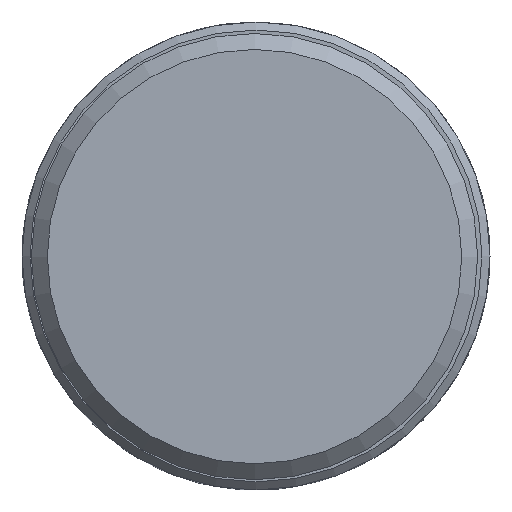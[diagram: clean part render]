
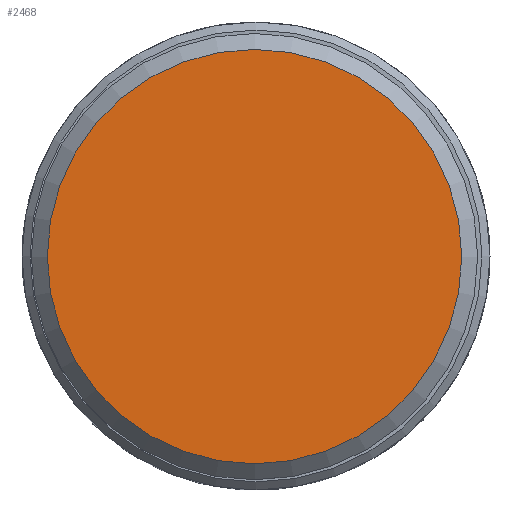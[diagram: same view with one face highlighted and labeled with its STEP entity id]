
A CAD part, top view. The second image highlights one B-rep face of the part: STEP entity #2468.
In plain terms, the highlighted planar face has unit normal (0, 0, 1).
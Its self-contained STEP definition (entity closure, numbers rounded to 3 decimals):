
#112=PLANE('',#2641);
#220=FACE_OUTER_BOUND('',#379,.T.);
#379=EDGE_LOOP('',(#1716));
#537=CIRCLE('',#2640,13.);
#1078=VERTEX_POINT('',#4365);
#1320=EDGE_CURVE('',#1078,#1078,#537,.T.);
#1716=ORIENTED_EDGE('',*,*,#1320,.F.);
#2468=ADVANCED_FACE('',(#220),#112,.T.);
#2640=AXIS2_PLACEMENT_3D('',#4367,#2922,#2923);
#2641=AXIS2_PLACEMENT_3D('',#4368,#2924,#2925);
#2922=DIRECTION('center_axis',(0.,0.,-1.));
#2923=DIRECTION('ref_axis',(-1.,0.,0.));
#2924=DIRECTION('center_axis',(0.,0.,1.));
#2925=DIRECTION('ref_axis',(-1.,0.,0.));
#4365=CARTESIAN_POINT('',(13.,180.,10.2));
#4367=CARTESIAN_POINT('Origin',(0.,180.,10.2));
#4368=CARTESIAN_POINT('Origin',(0.,180.,10.2));
